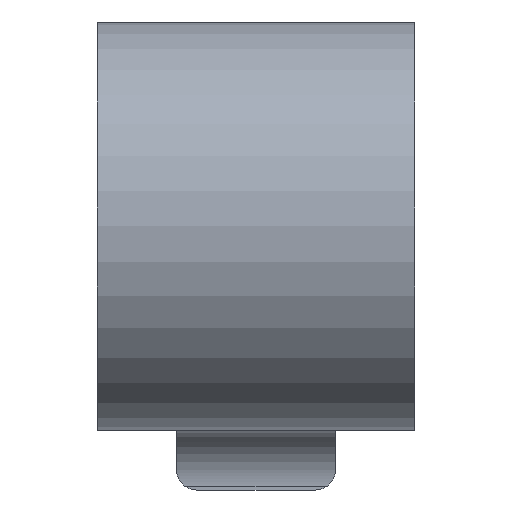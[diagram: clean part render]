
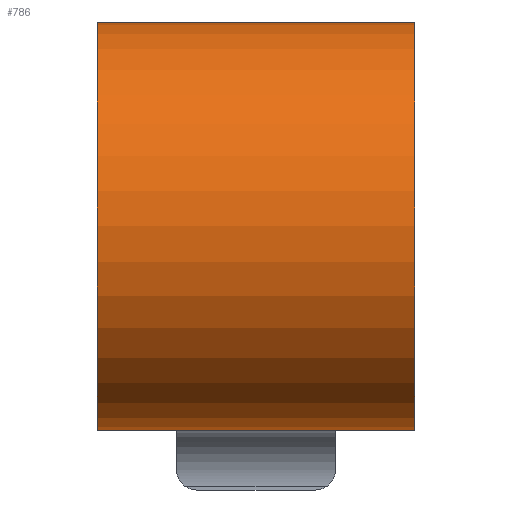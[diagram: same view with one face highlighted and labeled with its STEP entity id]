
A CAD part, front view. The second image highlights one B-rep face of the part: STEP entity #786.
In plain terms, the highlighted cylindrical face has radius 10.3 mm (diameter 20.6 mm), a partial arc.
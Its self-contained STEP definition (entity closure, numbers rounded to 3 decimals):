
#71 = DIRECTION ( 'NONE',  ( 1., 0., 0. ) ) ;
#79 = DIRECTION ( 'NONE',  ( -1., 0., 0. ) ) ;
#81 = CARTESIAN_POINT ( 'NONE',  ( 8., 10.3, 0. ) ) ;
#148 = EDGE_CURVE ( 'NONE', #815, #876, #282, .T. ) ;
#149 = CIRCLE ( 'NONE', #860, 10.3 ) ;
#159 = DIRECTION ( 'NONE',  ( -1., 0., 0. ) ) ;
#164 = CYLINDRICAL_SURFACE ( 'NONE', #775, 10.3 ) ;
#225 = CARTESIAN_POINT ( 'NONE',  ( 8., 10.3, -10.3 ) ) ;
#260 = EDGE_CURVE ( 'NONE', #815, #307, #149, .T. ) ;
#266 = CARTESIAN_POINT ( 'NONE',  ( 8., 10.3, 10.3 ) ) ;
#282 = LINE ( 'NONE', #768, #558 ) ;
#300 = CARTESIAN_POINT ( 'NONE',  ( 8., 10.3, -10.3 ) ) ;
#302 = ORIENTED_EDGE ( 'NONE', *, *, #260, .F. ) ;
#307 = VERTEX_POINT ( 'NONE', #300 ) ;
#318 = AXIS2_PLACEMENT_3D ( 'NONE', #581, #858, #517 ) ;
#403 = EDGE_CURVE ( 'NONE', #307, #653, #717, .T. ) ;
#420 = VECTOR ( 'NONE', #79, 1000. ) ;
#440 = CARTESIAN_POINT ( 'NONE',  ( -8., 10.3, -10.3 ) ) ;
#479 = CIRCLE ( 'NONE', #318, 10.3 ) ;
#488 = DIRECTION ( 'NONE',  ( -1., 0., 0. ) ) ;
#496 = EDGE_CURVE ( 'NONE', #876, #653, #479, .T. ) ;
#517 = DIRECTION ( 'NONE',  ( 0., 0., 1. ) ) ;
#525 = EDGE_LOOP ( 'NONE', ( #702, #742, #302, #798 ) ) ;
#544 = DIRECTION ( 'NONE',  ( 0., 0., 1. ) ) ;
#558 = VECTOR ( 'NONE', #488, 1000. ) ;
#581 = CARTESIAN_POINT ( 'NONE',  ( -8., 10.3, 0. ) ) ;
#653 = VERTEX_POINT ( 'NONE', #440 ) ;
#689 = CARTESIAN_POINT ( 'NONE',  ( 8., 10.3, 0. ) ) ;
#702 = ORIENTED_EDGE ( 'NONE', *, *, #496, .T. ) ;
#704 = FACE_OUTER_BOUND ( 'NONE', #525, .T. ) ;
#717 = LINE ( 'NONE', #225, #420 ) ;
#733 = CARTESIAN_POINT ( 'NONE',  ( -8., 10.3, 10.3 ) ) ;
#742 = ORIENTED_EDGE ( 'NONE', *, *, #403, .F. ) ;
#745 = DIRECTION ( 'NONE',  ( 0., 0., 1. ) ) ;
#768 = CARTESIAN_POINT ( 'NONE',  ( 8., 10.3, 10.3 ) ) ;
#775 = AXIS2_PLACEMENT_3D ( 'NONE', #81, #159, #745 ) ;
#786 = ADVANCED_FACE ( 'NONE', ( #704 ), #164, .T. ) ;
#798 = ORIENTED_EDGE ( 'NONE', *, *, #148, .T. ) ;
#815 = VERTEX_POINT ( 'NONE', #266 ) ;
#858 = DIRECTION ( 'NONE',  ( 1., 0., 0. ) ) ;
#860 = AXIS2_PLACEMENT_3D ( 'NONE', #689, #71, #544 ) ;
#876 = VERTEX_POINT ( 'NONE', #733 ) ;
